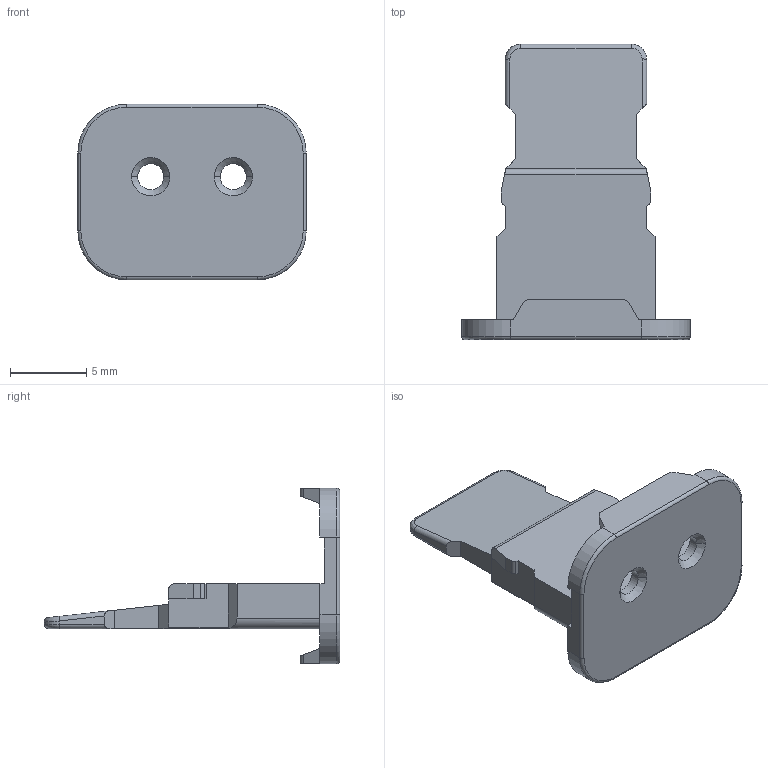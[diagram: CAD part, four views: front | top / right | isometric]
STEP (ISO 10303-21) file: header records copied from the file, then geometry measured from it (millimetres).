
FILE_DESCRIPTION((''),'2;1');
FILE_NAME('AW2S','2014-11-03T',('Orion.Li'),(''),'PRO/ENGINEER BY PARAMETRIC TECHNOLOGY CORPORATION, 2013230','PRO/ENGINEER BY PARAMETRIC TECHNOLOGY CORPORATION, 2013230','');
FILE_SCHEMA(('CONFIG_CONTROL_DESIGN'));
Length unit declared in the file: millimetre
Products named in the file (1): AW2S
Bounding box: 14.95 x 19.35 x 11.5 mm (x, y, z)
Volume: 573.8 mm3; surface area: 823.2 mm2
Topology: 1 solids, 1 shells, 119 faces, 323 edges, 208 vertices
Faces by surface type: plane 74, cylinder 33, torus 6, cone 4, bspline 2
Entity records: 3880 total; most frequent: CARTESIAN_POINT 841, ORIENTED_EDGE 646, DIRECTION 591, EDGE_CURVE 323, VECTOR 241, LINE 241, VERTEX_POINT 208, AXIS2_PLACEMENT_3D 175
